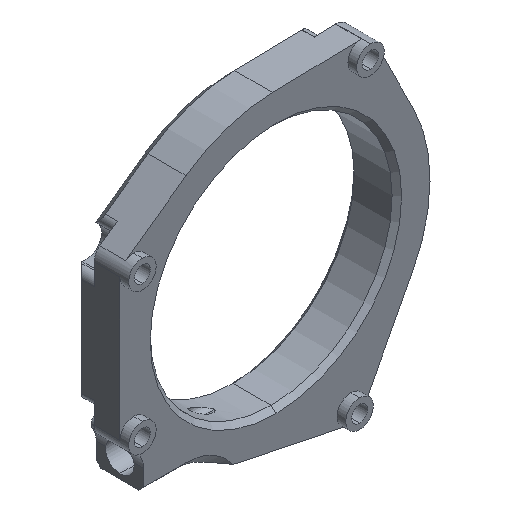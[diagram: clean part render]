
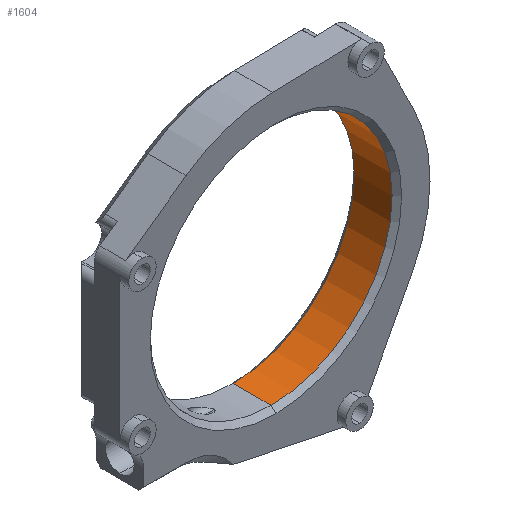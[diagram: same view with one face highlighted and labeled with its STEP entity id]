
A CAD part, isometric view. The second image highlights one B-rep face of the part: STEP entity #1604.
In plain terms, the highlighted cylindrical face has radius 25.5 mm (diameter 51 mm), a partial arc.
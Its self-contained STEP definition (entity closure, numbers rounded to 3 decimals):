
#1 = DIRECTION ( 'NONE',  ( 0., 1., 0. ) ) ;
#97 = EDGE_CURVE ( 'NONE', #1202, #905, #796, .T. ) ;
#153 = DIRECTION ( 'NONE',  ( 0., -1., 0. ) ) ;
#165 = DIRECTION ( 'NONE',  ( 0., 1., 0. ) ) ;
#270 = EDGE_CURVE ( 'NONE', #2949, #1202, #289, .T. ) ;
#289 = LINE ( 'NONE', #2992, #2650 ) ;
#438 = DIRECTION ( 'NONE',  ( 0., 0., 1. ) ) ;
#629 = CARTESIAN_POINT ( 'NONE',  ( 0., 4., 0. ) ) ;
#640 = VECTOR ( 'NONE', #165, 1000. ) ;
#796 = CIRCLE ( 'NONE', #2601, 25.5 ) ;
#846 = DIRECTION ( 'NONE',  ( 0., 1., 0. ) ) ;
#855 = CARTESIAN_POINT ( 'NONE',  ( 0., -4., -25.5 ) ) ;
#881 = DIRECTION ( 'NONE',  ( 0., 1., 0. ) ) ;
#893 = AXIS2_PLACEMENT_3D ( 'NONE', #1906, #881, #2649 ) ;
#905 = VERTEX_POINT ( 'NONE', #1155 ) ;
#907 = EDGE_CURVE ( 'NONE', #1125, #905, #2608, .T. ) ;
#1125 = VERTEX_POINT ( 'NONE', #855 ) ;
#1155 = CARTESIAN_POINT ( 'NONE',  ( 0., 4., -25.5 ) ) ;
#1202 = VERTEX_POINT ( 'NONE', #3090 ) ;
#1270 = ORIENTED_EDGE ( 'NONE', *, *, #907, .F. ) ;
#1321 = CARTESIAN_POINT ( 'NONE',  ( 0., -4., 25.5 ) ) ;
#1604 = ADVANCED_FACE ( 'NONE', ( #3150 ), #1664, .F. ) ;
#1618 = ORIENTED_EDGE ( 'NONE', *, *, #97, .T. ) ;
#1664 = CYLINDRICAL_SURFACE ( 'NONE', #893, 25.5 ) ;
#1881 = CIRCLE ( 'NONE', #3127, 25.5 ) ;
#1906 = CARTESIAN_POINT ( 'NONE',  ( 0., -5., 0. ) ) ;
#2033 = EDGE_LOOP ( 'NONE', ( #1270, #2488, #2124, #1618 ) ) ;
#2124 = ORIENTED_EDGE ( 'NONE', *, *, #270, .T. ) ;
#2384 = CARTESIAN_POINT ( 'NONE',  ( 0., -5., -25.5 ) ) ;
#2488 = ORIENTED_EDGE ( 'NONE', *, *, #2536, .T. ) ;
#2536 = EDGE_CURVE ( 'NONE', #1125, #2949, #1881, .T. ) ;
#2538 = DIRECTION ( 'NONE',  ( 0., 0., 1. ) ) ;
#2601 = AXIS2_PLACEMENT_3D ( 'NONE', #629, #846, #2538 ) ;
#2608 = LINE ( 'NONE', #2384, #640 ) ;
#2649 = DIRECTION ( 'NONE',  ( 0., 0., 1. ) ) ;
#2650 = VECTOR ( 'NONE', #1, 1000. ) ;
#2662 = CARTESIAN_POINT ( 'NONE',  ( 0., -4., 0. ) ) ;
#2949 = VERTEX_POINT ( 'NONE', #1321 ) ;
#2992 = CARTESIAN_POINT ( 'NONE',  ( 0., -5., 25.5 ) ) ;
#3090 = CARTESIAN_POINT ( 'NONE',  ( 0., 4., 25.5 ) ) ;
#3127 = AXIS2_PLACEMENT_3D ( 'NONE', #2662, #153, #438 ) ;
#3150 = FACE_OUTER_BOUND ( 'NONE', #2033, .T. ) ;
